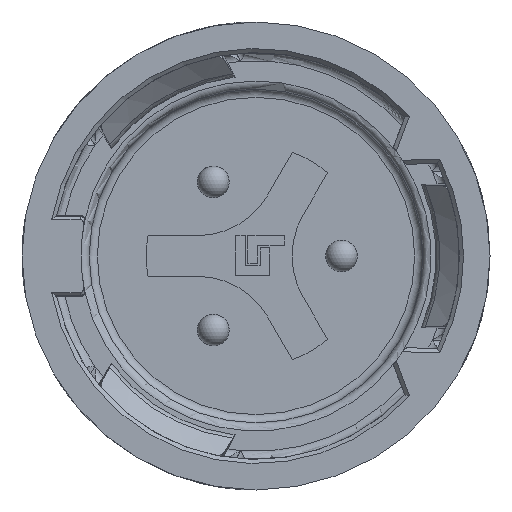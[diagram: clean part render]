
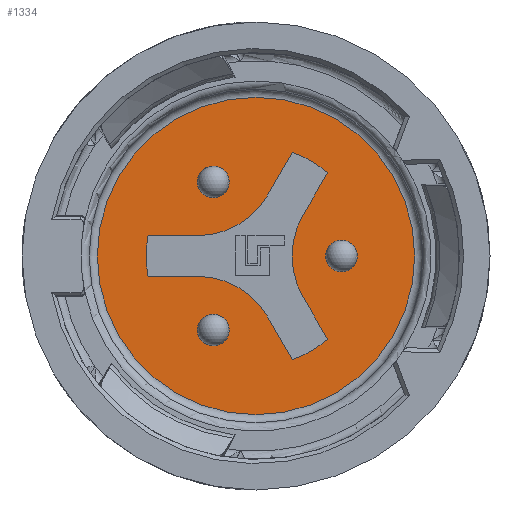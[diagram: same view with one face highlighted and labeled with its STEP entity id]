
A CAD part, left-side view. The second image highlights one B-rep face of the part: STEP entity #1334.
In plain terms, the highlighted planar face has unit normal (-1, 0, 0).
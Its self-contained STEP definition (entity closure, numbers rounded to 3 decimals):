
#867=LINE('',#8048,#1122);
#868=LINE('',#8053,#1123);
#869=LINE('',#8057,#1124);
#870=LINE('',#8061,#1125);
#871=LINE('',#8065,#1126);
#872=LINE('',#8069,#1127);
#1122=VECTOR('',#5900,1.);
#1123=VECTOR('',#5903,1.);
#1124=VECTOR('',#5906,1.);
#1125=VECTOR('',#5909,1.);
#1126=VECTOR('',#5912,1.);
#1127=VECTOR('',#5915,1.);
#1334=ADVANCED_FACE('',(#1722,#1723,#1724,#1725,#1726),#1626,.F.);
#1626=PLANE('',#5214);
#1722=FACE_BOUND('',#1808,.T.);
#1723=FACE_BOUND('',#1809,.T.);
#1724=FACE_BOUND('',#1810,.T.);
#1725=FACE_BOUND('',#1811,.T.);
#1726=FACE_BOUND('',#1812,.T.);
#1808=EDGE_LOOP('',(#2327));
#1809=EDGE_LOOP('',(#2328));
#1810=EDGE_LOOP('',(#2329));
#1811=EDGE_LOOP('',(#2330));
#1812=EDGE_LOOP('',(#2331,#2332,#2333,#2334,#2335,#2336,#2337,#2338,#2339,
#2340,#2341,#2342));
#2327=ORIENTED_EDGE('',*,*,#4308,.T.);
#2328=ORIENTED_EDGE('',*,*,#4309,.T.);
#2329=ORIENTED_EDGE('',*,*,#4310,.T.);
#2330=ORIENTED_EDGE('',*,*,#4311,.T.);
#2331=ORIENTED_EDGE('',*,*,#4312,.F.);
#2332=ORIENTED_EDGE('',*,*,#4313,.T.);
#2333=ORIENTED_EDGE('',*,*,#4314,.F.);
#2334=ORIENTED_EDGE('',*,*,#4315,.F.);
#2335=ORIENTED_EDGE('',*,*,#4316,.F.);
#2336=ORIENTED_EDGE('',*,*,#4317,.T.);
#2337=ORIENTED_EDGE('',*,*,#4318,.F.);
#2338=ORIENTED_EDGE('',*,*,#4319,.F.);
#2339=ORIENTED_EDGE('',*,*,#4320,.F.);
#2340=ORIENTED_EDGE('',*,*,#4321,.T.);
#2341=ORIENTED_EDGE('',*,*,#4322,.F.);
#2342=ORIENTED_EDGE('',*,*,#4323,.F.);
#3804=VERTEX_POINT('',#8041);
#3805=VERTEX_POINT('',#8043);
#3806=VERTEX_POINT('',#8045);
#3807=VERTEX_POINT('',#8047);
#3808=VERTEX_POINT('',#8049);
#3809=VERTEX_POINT('',#8050);
#3810=VERTEX_POINT('',#8052);
#3811=VERTEX_POINT('',#8054);
#3812=VERTEX_POINT('',#8056);
#3813=VERTEX_POINT('',#8058);
#3814=VERTEX_POINT('',#8060);
#3815=VERTEX_POINT('',#8062);
#3816=VERTEX_POINT('',#8064);
#3817=VERTEX_POINT('',#8066);
#3818=VERTEX_POINT('',#8068);
#3819=VERTEX_POINT('',#8070);
#4308=EDGE_CURVE('',#3804,#3804,#4936,.T.);
#4309=EDGE_CURVE('',#3805,#3805,#4937,.T.);
#4310=EDGE_CURVE('',#3806,#3806,#4938,.T.);
#4311=EDGE_CURVE('',#3807,#3807,#4939,.T.);
#4312=EDGE_CURVE('',#3808,#3809,#867,.T.);
#4313=EDGE_CURVE('',#3808,#3810,#4940,.T.);
#4314=EDGE_CURVE('',#3811,#3810,#868,.T.);
#4315=EDGE_CURVE('',#3812,#3811,#4941,.T.);
#4316=EDGE_CURVE('',#3813,#3812,#869,.T.);
#4317=EDGE_CURVE('',#3813,#3814,#4942,.T.);
#4318=EDGE_CURVE('',#3815,#3814,#870,.T.);
#4319=EDGE_CURVE('',#3816,#3815,#4943,.T.);
#4320=EDGE_CURVE('',#3817,#3816,#871,.T.);
#4321=EDGE_CURVE('',#3817,#3818,#4944,.T.);
#4322=EDGE_CURVE('',#3819,#3818,#872,.T.);
#4323=EDGE_CURVE('',#3809,#3819,#4945,.T.);
#4936=CIRCLE('',#5204,0.39);
#4937=CIRCLE('',#5205,0.39);
#4938=CIRCLE('',#5206,0.39);
#4939=CIRCLE('',#5207,3.9);
#4940=CIRCLE('',#5208,2.);
#4941=CIRCLE('',#5209,2.7);
#4942=CIRCLE('',#5210,2.);
#4943=CIRCLE('',#5211,2.7);
#4944=CIRCLE('',#5212,2.);
#4945=CIRCLE('',#5213,2.7);
#5204=AXIS2_PLACEMENT_3D('',#8040,#5892,#5893);
#5205=AXIS2_PLACEMENT_3D('',#8042,#5894,#5895);
#5206=AXIS2_PLACEMENT_3D('',#8044,#5896,#5897);
#5207=AXIS2_PLACEMENT_3D('',#8046,#5898,#5899);
#5208=AXIS2_PLACEMENT_3D('',#8051,#5901,#5902);
#5209=AXIS2_PLACEMENT_3D('',#8055,#5904,#5905);
#5210=AXIS2_PLACEMENT_3D('',#8059,#5907,#5908);
#5211=AXIS2_PLACEMENT_3D('',#8063,#5910,#5911);
#5212=AXIS2_PLACEMENT_3D('',#8067,#5913,#5914);
#5213=AXIS2_PLACEMENT_3D('',#8071,#5916,#5917);
#5214=AXIS2_PLACEMENT_3D('',#8072,#5918,#5919);
#5892=DIRECTION('',(1.,0.,0.));
#5893=DIRECTION('',(0.,0.,-1.));
#5894=DIRECTION('',(1.,0.,0.));
#5895=DIRECTION('',(0.,0.,-1.));
#5896=DIRECTION('',(1.,0.,0.));
#5897=DIRECTION('',(0.,0.,-1.));
#5898=DIRECTION('',(-1.,0.,0.));
#5899=DIRECTION('',(0.,0.,-1.));
#5900=DIRECTION('',(0.,-0.5,-0.866));
#5901=DIRECTION('',(-1.,0.,0.));
#5902=DIRECTION('',(0.,0.,-1.));
#5903=DIRECTION('',(0.,-1.,0.));
#5904=DIRECTION('',(-1.,0.,0.));
#5905=DIRECTION('',(0.,1.,0.));
#5906=DIRECTION('',(0.,1.,0.));
#5907=DIRECTION('',(-1.,0.,0.));
#5908=DIRECTION('',(0.,0.,-1.));
#5909=DIRECTION('',(0.,0.5,-0.866));
#5910=DIRECTION('',(-1.,0.,0.));
#5911=DIRECTION('',(0.,1.,0.));
#5912=DIRECTION('',(0.,-0.5,0.866));
#5913=DIRECTION('',(-1.,0.,0.));
#5914=DIRECTION('',(0.,0.,-1.));
#5915=DIRECTION('',(0.,0.5,0.866));
#5916=DIRECTION('',(-1.,0.,0.));
#5917=DIRECTION('',(0.,1.,0.));
#5918=DIRECTION('',(1.,0.,0.));
#5919=DIRECTION('',(0.,0.,-1.));
#8040=CARTESIAN_POINT('',(9.35,-2.1,0.));
#8041=CARTESIAN_POINT('',(9.35,-2.1,-0.39));
#8042=CARTESIAN_POINT('',(9.35,1.05,-1.82));
#8043=CARTESIAN_POINT('',(9.35,1.05,-2.21));
#8044=CARTESIAN_POINT('',(9.35,1.05,1.82));
#8045=CARTESIAN_POINT('',(9.35,1.05,1.43));
#8046=CARTESIAN_POINT('',(9.35,0.,0.));
#8047=CARTESIAN_POINT('',(9.35,0.,-3.9));
#8048=CARTESIAN_POINT('',(9.35,0.289,-0.5));
#8049=CARTESIAN_POINT('',(9.35,-0.289,-1.5));
#8050=CARTESIAN_POINT('',(9.35,-0.894,-2.548));
#8051=CARTESIAN_POINT('',(9.35,1.443,-2.5));
#8052=CARTESIAN_POINT('',(9.35,1.443,-0.5));
#8053=CARTESIAN_POINT('',(9.35,2.653,-0.5));
#8054=CARTESIAN_POINT('',(9.35,2.653,-0.5));
#8055=CARTESIAN_POINT('',(9.35,0.,0.));
#8056=CARTESIAN_POINT('',(9.35,2.653,0.5));
#8057=CARTESIAN_POINT('',(9.35,0.289,0.5));
#8058=CARTESIAN_POINT('',(9.35,1.443,0.5));
#8059=CARTESIAN_POINT('',(9.35,1.443,2.5));
#8060=CARTESIAN_POINT('',(9.35,-0.289,1.5));
#8061=CARTESIAN_POINT('',(9.35,-0.894,2.548));
#8062=CARTESIAN_POINT('',(9.35,-0.894,2.548));
#8063=CARTESIAN_POINT('',(9.35,0.,0.));
#8064=CARTESIAN_POINT('',(9.35,-1.76,2.048));
#8065=CARTESIAN_POINT('',(9.35,-0.577,0.));
#8066=CARTESIAN_POINT('',(9.35,-1.155,1.));
#8067=CARTESIAN_POINT('',(9.35,-2.887,0.));
#8068=CARTESIAN_POINT('',(9.35,-1.155,-1.));
#8069=CARTESIAN_POINT('',(9.35,-1.76,-2.048));
#8070=CARTESIAN_POINT('',(9.35,-1.76,-2.048));
#8071=CARTESIAN_POINT('',(9.35,0.,0.));
#8072=CARTESIAN_POINT('',(9.35,0.,0.));
